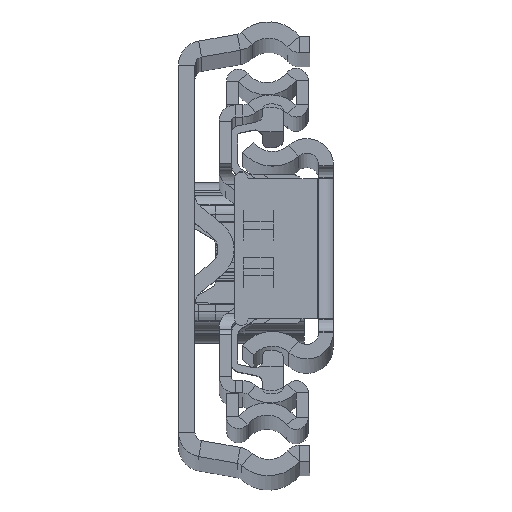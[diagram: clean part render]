
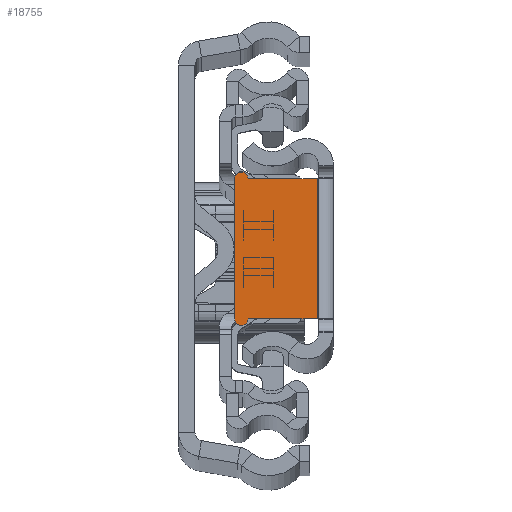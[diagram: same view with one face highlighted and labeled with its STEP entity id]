
A CAD part, top view. The second image highlights one B-rep face of the part: STEP entity #18755.
In plain terms, the highlighted planar face has unit normal (0, 0, 1).
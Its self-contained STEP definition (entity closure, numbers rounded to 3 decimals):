
#4418 = CARTESIAN_POINT ( 'NONE',  ( 0., 0., 0. ) ) ;
#4472 = VECTOR ( 'NONE', #36249, 1000. ) ;
#5464 = VERTEX_POINT ( 'NONE', #32126 ) ;
#7423 = AXIS2_PLACEMENT_3D ( 'NONE', #15795, #44769, #41543 ) ;
#7677 = EDGE_CURVE ( 'NONE', #41240, #21117, #38546, .T. ) ;
#8159 = VECTOR ( 'NONE', #38651, 1000. ) ;
#10365 = ORIENTED_EDGE ( 'NONE', *, *, #50106, .T. ) ;
#10942 = CARTESIAN_POINT ( 'NONE',  ( -12.2, -8.65, 0. ) ) ;
#11834 = VERTEX_POINT ( 'NONE', #45891 ) ;
#12257 = ORIENTED_EDGE ( 'NONE', *, *, #52793, .T. ) ;
#12338 = EDGE_CURVE ( 'NONE', #27929, #5464, #47412, .T. ) ;
#14504 = AXIS2_PLACEMENT_3D ( 'NONE', #26326, #35459, #18825 ) ;
#14805 = EDGE_CURVE ( 'NONE', #11834, #21117, #23051, .T. ) ;
#15441 = CARTESIAN_POINT ( 'NONE',  ( -1.8, 8.65, 0. ) ) ;
#15795 = CARTESIAN_POINT ( 'NONE',  ( -11.35, 8.65, 0. ) ) ;
#15853 = LINE ( 'NONE', #53162, #4472 ) ;
#18755 = ADVANCED_FACE ( 'NONE', ( #24319 ), #33695, .T. ) ;
#18825 = DIRECTION ( 'NONE',  ( -1., 0., 0. ) ) ;
#20057 = CARTESIAN_POINT ( 'NONE',  ( -10.5, -8.65, 0. ) ) ;
#20542 = VECTOR ( 'NONE', #31806, 1000. ) ;
#21117 = VERTEX_POINT ( 'NONE', #20057 ) ;
#23051 = LINE ( 'NONE', #10942, #42794 ) ;
#24319 = FACE_OUTER_BOUND ( 'NONE', #51572, .T. ) ;
#24705 = VERTEX_POINT ( 'NONE', #37079 ) ;
#26326 = CARTESIAN_POINT ( 'NONE',  ( -11.35, -8.65, 0. ) ) ;
#26805 = LINE ( 'NONE', #42663, #8159 ) ;
#27929 = VERTEX_POINT ( 'NONE', #44047 ) ;
#27981 = CIRCLE ( 'NONE', #7423, 0.85 ) ;
#28861 = CARTESIAN_POINT ( 'NONE',  ( -12.2, -8.65, 0. ) ) ;
#31806 = DIRECTION ( 'NONE',  ( 1., 0., 0. ) ) ;
#32126 = CARTESIAN_POINT ( 'NONE',  ( -2., 8.65, 0. ) ) ;
#32350 = AXIS2_PLACEMENT_3D ( 'NONE', #4418, #53078, #40709 ) ;
#32410 = ORIENTED_EDGE ( 'NONE', *, *, #14805, .F. ) ;
#33695 = PLANE ( 'NONE',  #32350 ) ;
#35459 = DIRECTION ( 'NONE',  ( 0., 0., 1. ) ) ;
#36249 = DIRECTION ( 'NONE',  ( 0., 1., 0. ) ) ;
#37079 = CARTESIAN_POINT ( 'NONE',  ( -12.2, 8.65, 0. ) ) ;
#38546 = CIRCLE ( 'NONE', #14504, 0.85 ) ;
#38651 = DIRECTION ( 'NONE',  ( 0., 1., 0. ) ) ;
#39431 = DIRECTION ( 'NONE',  ( -1., 0., 0. ) ) ;
#40660 = ORIENTED_EDGE ( 'NONE', *, *, #46990, .F. ) ;
#40709 = DIRECTION ( 'NONE',  ( 1., 0., 0. ) ) ;
#41240 = VERTEX_POINT ( 'NONE', #28861 ) ;
#41320 = ORIENTED_EDGE ( 'NONE', *, *, #7677, .T. ) ;
#41543 = DIRECTION ( 'NONE',  ( 1., 0., 0. ) ) ;
#42663 = CARTESIAN_POINT ( 'NONE',  ( -2., 0., 0. ) ) ;
#42794 = VECTOR ( 'NONE', #39431, 1000. ) ;
#44047 = CARTESIAN_POINT ( 'NONE',  ( -10.5, 8.65, 0. ) ) ;
#44423 = ORIENTED_EDGE ( 'NONE', *, *, #12338, .F. ) ;
#44769 = DIRECTION ( 'NONE',  ( 0., 0., 1. ) ) ;
#45891 = CARTESIAN_POINT ( 'NONE',  ( -2., -8.65, 0. ) ) ;
#46990 = EDGE_CURVE ( 'NONE', #41240, #24705, #15853, .T. ) ;
#47412 = LINE ( 'NONE', #15441, #20542 ) ;
#50106 = EDGE_CURVE ( 'NONE', #11834, #5464, #26805, .T. ) ;
#51572 = EDGE_LOOP ( 'NONE', ( #40660, #41320, #32410, #10365, #44423, #12257 ) ) ;
#52793 = EDGE_CURVE ( 'NONE', #27929, #24705, #27981, .T. ) ;
#53078 = DIRECTION ( 'NONE',  ( 0., 0., 1. ) ) ;
#53162 = CARTESIAN_POINT ( 'NONE',  ( -12.2, 8.65, 0. ) ) ;
